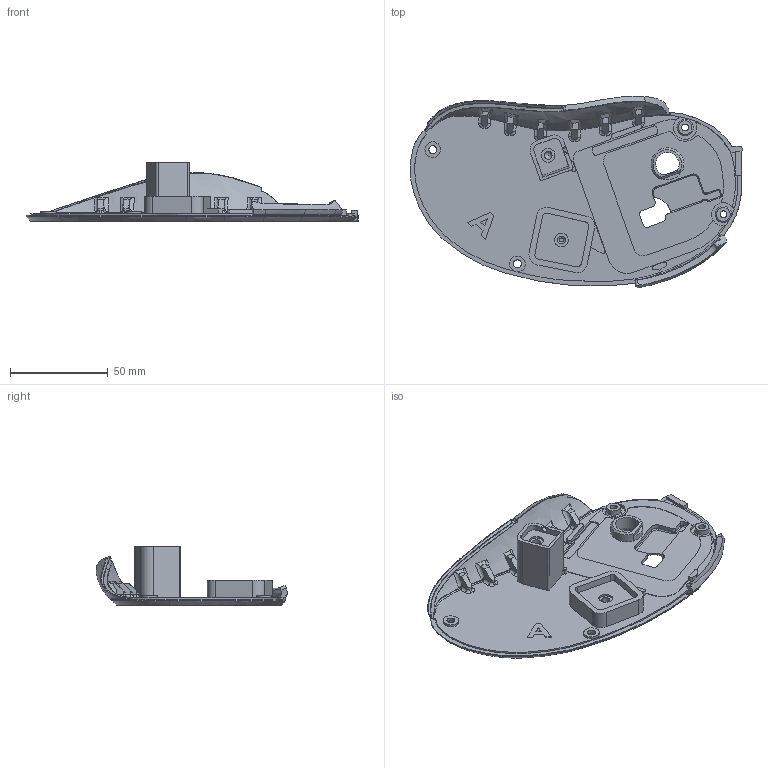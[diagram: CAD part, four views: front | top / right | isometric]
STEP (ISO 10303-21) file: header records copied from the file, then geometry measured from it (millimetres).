
FILE_DESCRIPTION(/* description */ ('This documentation describes Open Hardware and is licensed under the CERN OHL v. 1.2. You may redistribute and modify this documentation under the terms of the CERN OHL v.1.2. (http://ohwr.org/cernohl). This documentation is distributed WITHOUT ANY EXPRE','CAx-IF Rec.Pracs.---Representation and Presentation of Product Manufacturing Information (PMI)---4.0---2014-10-13'),/* implementation_level */ '2;1');
FILE_NAME(/* name */ 'DeveloperBottom.stp',/* time_stamp */ '2019-10-07T22:40:33-04:00',/* author */ (' '),/* organization */ ('PloopyCo'),/* preprocessor_version */ 'ST-DEVELOPER v18',/* originating_system */ ' ',/* authorisation */ 'Copyright PloopyCo 2019. Licensed under CERN OHL v. 1.2.');
FILE_SCHEMA (('AP242_MANAGED_MODEL_BASED_3D_ENGINEERING_MIM_LF { 1 0 10303 442 1 1 4 }'));
Products named in the file (1): DeveloperBottom
Bounding box: 169.98 x 98.22 x 30 mm (x, y, z)
Volume: 63424.8 mm3; surface area: 36326.6 mm2
Topology: 1 solids, 1 shells, 760 faces, 2142 edges, 1426 vertices
Faces by surface type: bspline 309, plane 279, cylinder 143, torus 23, cone 5, sphere 1
Full cylindrical faces by diameter (mm): 3.5 x2, 4 x2, 4.1 x2, 6 x2, 6.8 x2, 7 x4, 8 x2, 19.55 x5
Entity records: 82681 total; most frequent: CARTESIAN_POINT 64388, ORIENTED_EDGE 4276, DIRECTION 2582, EDGE_CURVE 2138, VERTEX_POINT 1425, LINE 948, VECTOR 948, B_SPLINE_CURVE_WITH_KNOTS 825
